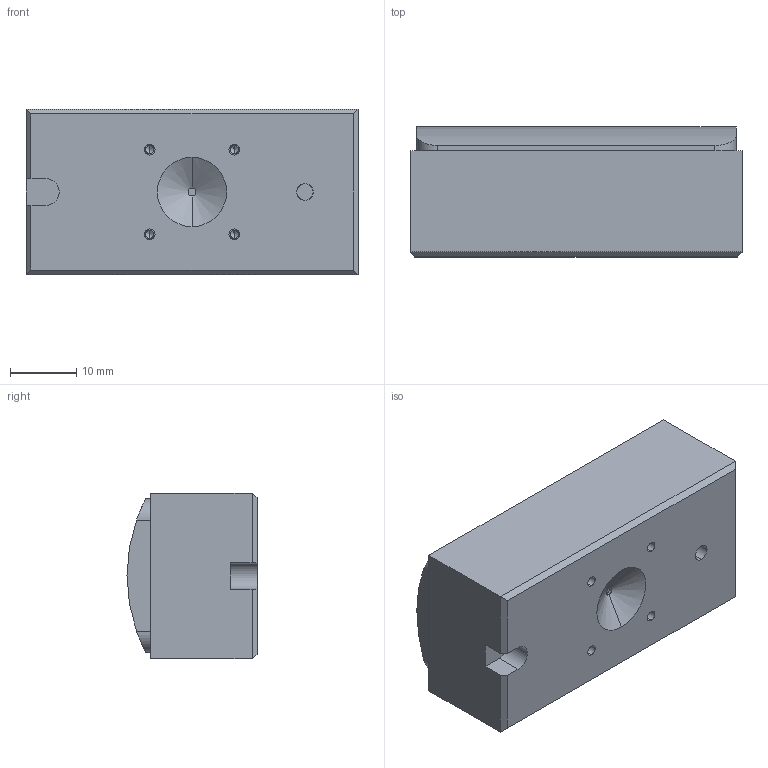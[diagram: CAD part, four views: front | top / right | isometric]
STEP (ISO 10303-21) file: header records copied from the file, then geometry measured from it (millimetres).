
FILE_DESCRIPTION (( 'STEP AP214' ), '1' );
FILE_NAME ('S3325WXXX.STEP', '2023-01-17T21:17:57', ( '' ), ( '' ), 'SwSTEP 2.0', 'SolidWorks 2020', '' );
FILE_SCHEMA (( 'AUTOMOTIVE_DESIGN' ));
Length unit declared in the file: millimetre
Products named in the file (1): S3325WXXX
Bounding box: 50 x 19.59 x 25 mm (x, y, z)
Volume: 22574.7 mm3; surface area: 8509.7 mm2
Topology: 2 solids, 2 shells, 80 faces, 187 edges, 111 vertices
Faces by surface type: cylinder 38, plane 30, cone 12
Entity records: 2350 total; most frequent: CARTESIAN_POINT 445, DIRECTION 397, ORIENTED_EDGE 354, EDGE_CURVE 177, AXIS2_PLACEMENT_3D 147, VERTEX_POINT 111, LINE 103, VECTOR 103
